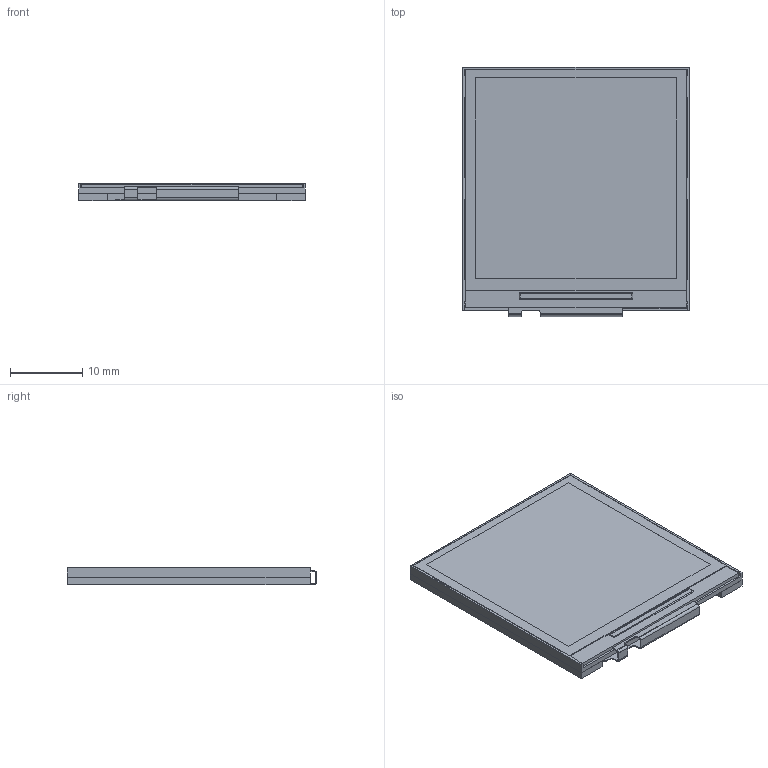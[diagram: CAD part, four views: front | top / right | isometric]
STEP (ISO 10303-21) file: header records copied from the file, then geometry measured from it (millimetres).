
FILE_DESCRIPTION(/* description */ (''),/* implementation_level */ '2;1');
FILE_NAME(/* name */ 'ER-TFT1.54-1_3D.step',/* time_stamp */ '2023-02-21T21:54:13+01:00',/* author */ (''),/* organization */ (''),/* preprocessor_version */ 'ST-DEVELOPER v19.2',/* originating_system */ 'Autodesk Translation Framework v11.17.0.187',/* authorisation */ '');
FILE_SCHEMA (('AUTOMOTIVE_DESIGN { 1 0 10303 214 3 1 1 }'));
Length unit declared in the file: millimetre
Products named in the file (2): ER-TFT1.54-1_3D; Adhesive
Assembly tree (1 placements, depth 2):
  ER-TFT1.54-1_3D
    Adhesive
Bounding box: 31.39 x 34.47 x 2.37 mm (x, y, z)
Volume: 1944.6 mm3; surface area: 4240.4 mm2
Topology: 2 solids, 22 shells, 422 faces, 1109 edges, 731 vertices
Faces by surface type: plane 347, bspline 45, cylinder 26, sphere 4
Entity records: 15056 total; most frequent: CARTESIAN_POINT 4590, ORIENTED_EDGE 2210, DIRECTION 1827, EDGE_CURVE 1105, LINE 963, VECTOR 963, VERTEX_POINT 731, EDGE_LOOP 440
